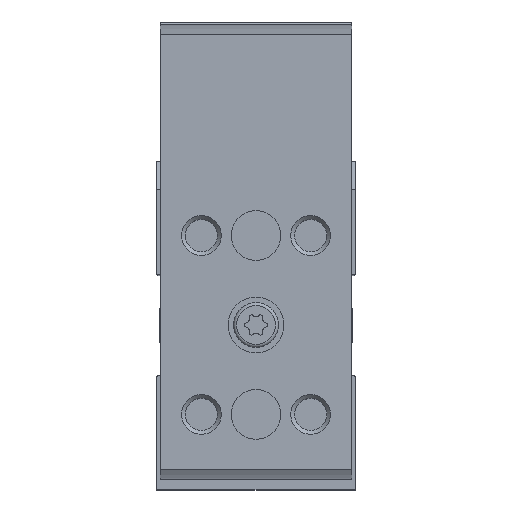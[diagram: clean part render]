
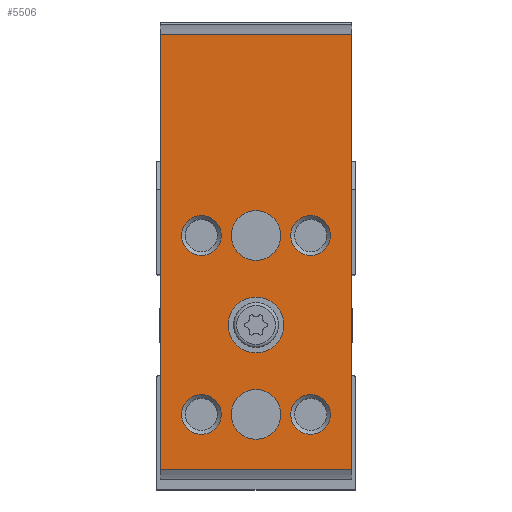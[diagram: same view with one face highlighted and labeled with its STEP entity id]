
A CAD part, top view. The second image highlights one B-rep face of the part: STEP entity #5506.
In plain terms, the highlighted planar face has unit normal (0, 0, 1).
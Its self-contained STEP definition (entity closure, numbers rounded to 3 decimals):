
#412=CIRCLE('',#7206,2.8);
#413=CIRCLE('',#7207,2.5);
#414=CIRCLE('',#7208,2.5);
#415=CIRCLE('',#7209,2.);
#416=CIRCLE('',#7210,2.);
#417=CIRCLE('',#7211,2.);
#418=CIRCLE('',#7212,2.);
#1472=ORIENTED_EDGE('',*,*,#2525,.T.);
#1473=ORIENTED_EDGE('',*,*,#2526,.T.);
#1474=ORIENTED_EDGE('',*,*,#2527,.T.);
#1475=ORIENTED_EDGE('',*,*,#2528,.F.);
#1476=ORIENTED_EDGE('',*,*,#2529,.F.);
#1477=ORIENTED_EDGE('',*,*,#2530,.F.);
#1478=ORIENTED_EDGE('',*,*,#2531,.F.);
#1479=ORIENTED_EDGE('',*,*,#2532,.T.);
#1480=ORIENTED_EDGE('',*,*,#2533,.F.);
#1481=ORIENTED_EDGE('',*,*,#2534,.F.);
#1482=ORIENTED_EDGE('',*,*,#2535,.T.);
#2525=EDGE_CURVE('',#3147,#3147,#412,.T.);
#2526=EDGE_CURVE('',#3148,#3148,#413,.T.);
#2527=EDGE_CURVE('',#3149,#3149,#414,.T.);
#2528=EDGE_CURVE('',#3150,#3150,#415,.T.);
#2529=EDGE_CURVE('',#3151,#3151,#416,.T.);
#2530=EDGE_CURVE('',#3152,#3152,#417,.T.);
#2531=EDGE_CURVE('',#3153,#3153,#418,.T.);
#2532=EDGE_CURVE('',#3154,#3155,#3626,.T.);
#2533=EDGE_CURVE('',#3156,#3155,#3627,.T.);
#2534=EDGE_CURVE('',#3157,#3156,#3628,.T.);
#2535=EDGE_CURVE('',#3157,#3154,#3629,.T.);
#3147=VERTEX_POINT('',#10363);
#3148=VERTEX_POINT('',#10365);
#3149=VERTEX_POINT('',#10367);
#3150=VERTEX_POINT('',#10369);
#3151=VERTEX_POINT('',#10371);
#3152=VERTEX_POINT('',#10373);
#3153=VERTEX_POINT('',#10375);
#3154=VERTEX_POINT('',#10377);
#3155=VERTEX_POINT('',#10378);
#3156=VERTEX_POINT('',#10380);
#3157=VERTEX_POINT('',#10382);
#3626=LINE('',#10376,#4028);
#3627=LINE('',#10379,#4029);
#3628=LINE('',#10381,#4030);
#3629=LINE('',#10383,#4031);
#4028=VECTOR('',#8588,1000.);
#4029=VECTOR('',#8589,1000.);
#4030=VECTOR('',#8590,1000.);
#4031=VECTOR('',#8591,1000.);
#4412=EDGE_LOOP('',(#1472));
#4413=EDGE_LOOP('',(#1473));
#4414=EDGE_LOOP('',(#1474));
#4415=EDGE_LOOP('',(#1475));
#4416=EDGE_LOOP('',(#1476));
#4417=EDGE_LOOP('',(#1477));
#4418=EDGE_LOOP('',(#1478));
#4419=EDGE_LOOP('',(#1479,#1480,#1481,#1482));
#4934=FACE_BOUND('',#4412,.T.);
#4935=FACE_BOUND('',#4413,.T.);
#4936=FACE_BOUND('',#4414,.T.);
#4937=FACE_BOUND('',#4415,.T.);
#4938=FACE_BOUND('',#4416,.T.);
#4939=FACE_BOUND('',#4417,.T.);
#4940=FACE_BOUND('',#4418,.T.);
#4941=FACE_BOUND('',#4419,.T.);
#5263=PLANE('',#7205);
#5506=ADVANCED_FACE('',(#4934,#4935,#4936,#4937,#4938,#4939,#4940,#4941),
#5263,.F.);
#7205=AXIS2_PLACEMENT_3D('',#10361,#8572,#8573);
#7206=AXIS2_PLACEMENT_3D('',#10362,#8574,#8575);
#7207=AXIS2_PLACEMENT_3D('',#10364,#8576,#8577);
#7208=AXIS2_PLACEMENT_3D('',#10366,#8578,#8579);
#7209=AXIS2_PLACEMENT_3D('',#10368,#8580,#8581);
#7210=AXIS2_PLACEMENT_3D('',#10370,#8582,#8583);
#7211=AXIS2_PLACEMENT_3D('',#10372,#8584,#8585);
#7212=AXIS2_PLACEMENT_3D('',#10374,#8586,#8587);
#8572=DIRECTION('',(0.,0.,-1.));
#8573=DIRECTION('',(-1.,0.,0.));
#8574=DIRECTION('',(0.,0.,-1.));
#8575=DIRECTION('',(-1.,0.,0.));
#8576=DIRECTION('',(0.,0.,-1.));
#8577=DIRECTION('',(-1.,0.,0.));
#8578=DIRECTION('',(0.,0.,-1.));
#8579=DIRECTION('',(-1.,0.,0.));
#8580=DIRECTION('',(0.,0.,1.));
#8581=DIRECTION('',(1.,0.,0.));
#8582=DIRECTION('',(0.,0.,1.));
#8583=DIRECTION('',(1.,0.,0.));
#8584=DIRECTION('',(0.,0.,1.));
#8585=DIRECTION('',(1.,0.,0.));
#8586=DIRECTION('',(0.,0.,1.));
#8587=DIRECTION('',(1.,0.,0.));
#8588=DIRECTION('',(0.,-1.,0.));
#8589=DIRECTION('',(-1.,0.,0.));
#8590=DIRECTION('',(0.,-1.,0.));
#8591=DIRECTION('',(-1.,0.,0.));
#10361=CARTESIAN_POINT('',(9.65,46.,0.));
#10362=CARTESIAN_POINT('',(0.,15.5,0.));
#10363=CARTESIAN_POINT('',(-2.8,15.5,0.));
#10364=CARTESIAN_POINT('',(0.,6.5,0.));
#10365=CARTESIAN_POINT('',(-2.5,6.5,0.));
#10366=CARTESIAN_POINT('',(0.,24.5,0.));
#10367=CARTESIAN_POINT('',(-2.5,24.5,0.));
#10368=CARTESIAN_POINT('',(-5.5,24.5,0.));
#10369=CARTESIAN_POINT('',(-3.5,24.5,0.));
#10370=CARTESIAN_POINT('',(5.5,24.5,0.));
#10371=CARTESIAN_POINT('',(7.5,24.5,0.));
#10372=CARTESIAN_POINT('',(-5.5,6.5,0.));
#10373=CARTESIAN_POINT('',(-3.5,6.5,0.));
#10374=CARTESIAN_POINT('',(5.5,6.5,0.));
#10375=CARTESIAN_POINT('',(7.5,6.5,0.));
#10376=CARTESIAN_POINT('',(-9.65,46.,0.));
#10377=CARTESIAN_POINT('',(-9.65,44.747,0.));
#10378=CARTESIAN_POINT('',(-9.65,0.953,0.));
#10379=CARTESIAN_POINT('',(9.65,0.953,0.));
#10380=CARTESIAN_POINT('',(9.65,0.953,0.));
#10381=CARTESIAN_POINT('',(9.65,46.,0.));
#10382=CARTESIAN_POINT('',(9.65,44.747,0.));
#10383=CARTESIAN_POINT('',(9.65,44.747,0.));
